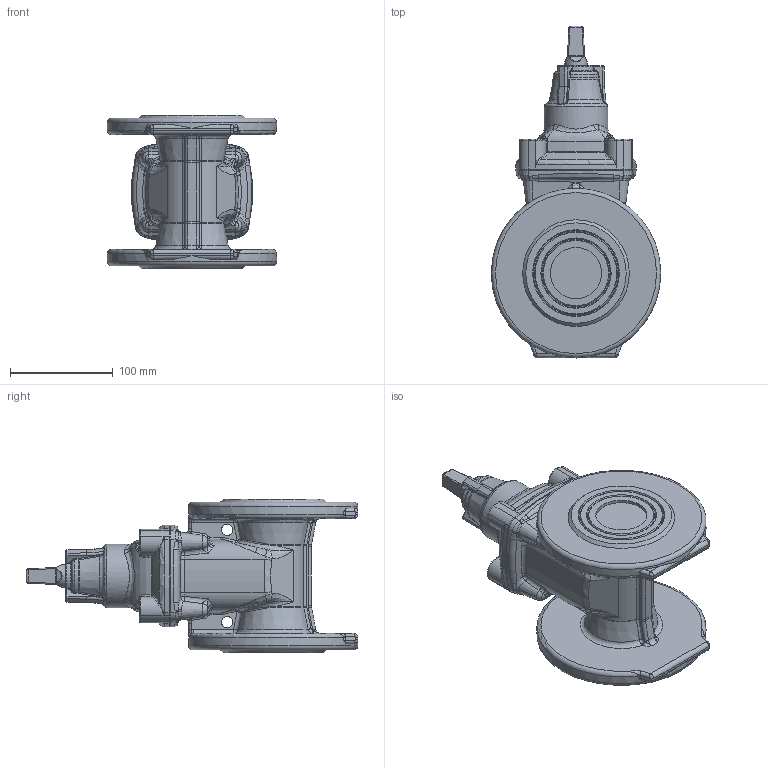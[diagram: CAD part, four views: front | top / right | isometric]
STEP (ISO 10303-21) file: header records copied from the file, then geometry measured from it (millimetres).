
FILE_DESCRIPTION (( 'STEP AP203' ), '1' );
FILE_NAME ('O_06_30_DN50_AA1_step.step', '2016-05-18T09:08:12', ( 'Windows User' ), ( 'AVK' ), 'SwSTEP 2.0', 'SolidWorks 2012', '' );
FILE_SCHEMA (( 'CONFIG_CONTROL_DESIGN' ));
Products named in the file (1): O_06_30_DN50_AA1_step
Bounding box: 165 x 323.5 x 150 mm (x, y, z)
Volume: 2132930.9 mm3; surface area: 177897.5 mm2
Topology: 1 solids, 1 shells, 829 faces, 1958 edges, 1085 vertices
Faces by surface type: bspline 413, cylinder 150, torus 120, plane 80, cone 52, sphere 14
Full cylindrical faces by diameter (mm): 11 x2, 22 x1, 35.7 x1, 50 x2, 62 x1, 165 x2
Entity records: 38218 total; most frequent: CARTESIAN_POINT 22718, ORIENTED_EDGE 3736, DIRECTION 2596, EDGE_CURVE 1868, AXIS2_PLACEMENT_3D 1169, VERTEX_POINT 1077, EDGE_LOOP 869, FACE_OUTER_BOUND 845
